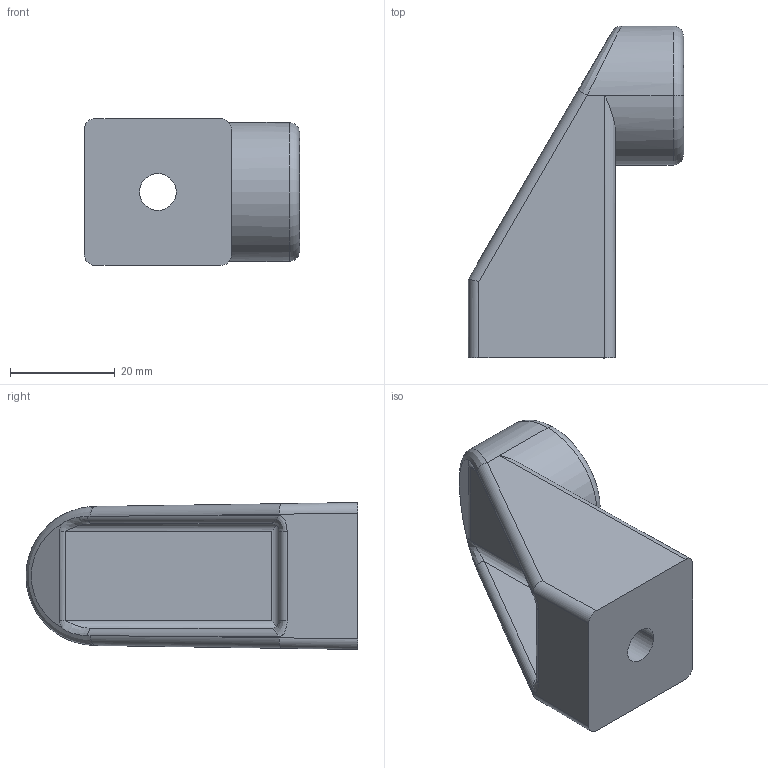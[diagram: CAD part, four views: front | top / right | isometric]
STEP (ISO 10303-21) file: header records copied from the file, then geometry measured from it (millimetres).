
FILE_DESCRIPTION(('Creo Elements/Direct Modeling STEP Export'),'2;1');
FILE_NAME('33.0290.1_Griff-Endstücke-MMS-33_Ø20-leitfähig.stp','2022-03-18T13:58:11',(''),(''),'PTC Creo Elements/Direct Modeling STEP processor for AP214 (Solid Model)','PTC Creo Elements/Direct Modeling 19.0C 15-Aug-2015 (C) Parametric Technology GmbH','');
FILE_SCHEMA(('AUTOMOTIVE_DESIGN { 1 0 10303 214 1 1 1 1 }'));
Length unit declared in the file: millimetre
Products named in the file (2): Griff-Endstücke-MMS-33_Ø20-leitfähig_33.0290.1_PX176137
Assembly tree (1 placements, depth 2):
  Griff-Endstücke-MMS-33_Ø20-leitfähig_33.0290.1_PX176137
    Griff-Endstücke-MMS-33_Ø20-leitfähig_33.0290.1_PX176137
Bounding box: 41 x 63.25 x 28 mm (x, y, z)
Volume: 21714.6 mm3; surface area: 9650.8 mm2
Topology: 1 solids, 1 shells, 87 faces, 219 edges, 136 vertices
Faces by surface type: plane 53, cylinder 27, bspline 5, torus 2
Entity records: 5193 total; most frequent: CARTESIAN_POINT 3214, ORIENTED_EDGE 438, DIRECTION 342, EDGE_CURVE 219, VECTOR 146, LINE 146, VERTEX_POINT 136, AXIS2_PLACEMENT_3D 98
